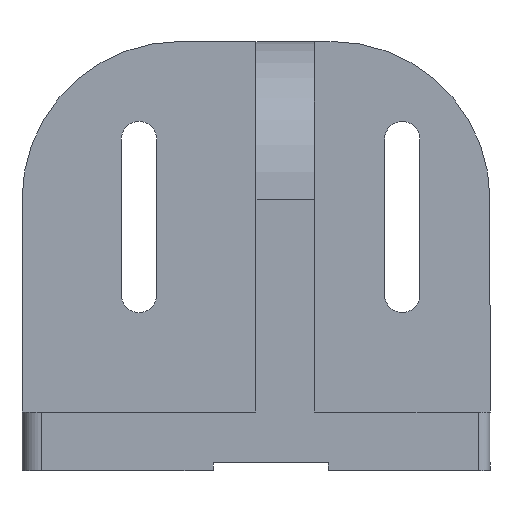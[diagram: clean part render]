
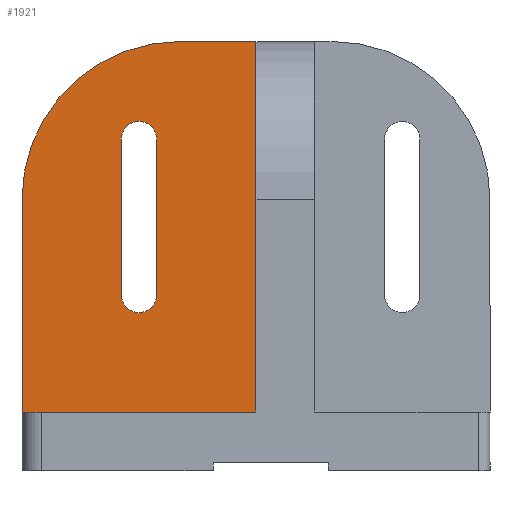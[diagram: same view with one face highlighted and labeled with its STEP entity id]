
A CAD part, front view. The second image highlights one B-rep face of the part: STEP entity #1921.
In plain terms, the highlighted planar face has unit normal (0, -1, 0).
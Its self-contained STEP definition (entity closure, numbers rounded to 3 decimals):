
#8 = EDGE_CURVE ( 'NONE', #922, #1978, #2001, .T. ) ;
#136 = AXIS2_PLACEMENT_3D ( 'NONE', #892, #1494, #1720 ) ;
#160 = EDGE_CURVE ( 'NONE', #922, #604, #1929, .T. ) ;
#202 = AXIS2_PLACEMENT_3D ( 'NONE', #2537, #1095, #2550 ) ;
#268 = ORIENTED_EDGE ( 'NONE', *, *, #2257, .F. ) ;
#285 = PLANE ( 'NONE',  #367 ) ;
#302 = DIRECTION ( 'NONE',  ( 0., 0., -1. ) ) ;
#344 = EDGE_CURVE ( 'NONE', #2693, #1153, #1260, .T. ) ;
#367 = AXIS2_PLACEMENT_3D ( 'NONE', #1145, #2167, #943 ) ;
#454 = CARTESIAN_POINT ( 'NONE',  ( 0., 30., 74.5 ) ) ;
#547 = VERTEX_POINT ( 'NONE', #2486 ) ;
#556 = EDGE_CURVE ( 'NONE', #1495, #2134, #650, .T. ) ;
#560 = CARTESIAN_POINT ( 'NONE',  ( 30., 30., 95. ) ) ;
#569 = LINE ( 'NONE', #560, #1574 ) ;
#573 = EDGE_CURVE ( 'NONE', #1985, #1495, #686, .T. ) ;
#579 = CARTESIAN_POINT ( 'NONE',  ( 4.5, 30., 70. ) ) ;
#604 = VERTEX_POINT ( 'NONE', #791 ) ;
#650 = CIRCLE ( 'NONE', #1172, 4.5 ) ;
#681 = DIRECTION ( 'NONE',  ( 0., 0., -1. ) ) ;
#686 = LINE ( 'NONE', #1241, #1725 ) ;
#791 = CARTESIAN_POINT ( 'NONE',  ( 10.5, 30., 95. ) ) ;
#810 = DIRECTION ( 'NONE',  ( 0., -1., 0. ) ) ;
#845 = VECTOR ( 'NONE', #302, 1000. ) ;
#860 = VECTOR ( 'NONE', #2398, 1000. ) ;
#892 = CARTESIAN_POINT ( 'NONE',  ( 10.5, 30., 54.5 ) ) ;
#897 = CARTESIAN_POINT ( 'NONE',  ( 30., 30., 0. ) ) ;
#922 = VERTEX_POINT ( 'NONE', #2419 ) ;
#943 = DIRECTION ( 'NONE',  ( 0., 0., 1. ) ) ;
#953 = CARTESIAN_POINT ( 'NONE',  ( 4.5, 30., 30. ) ) ;
#1073 = VERTEX_POINT ( 'NONE', #2701 ) ;
#1081 = CARTESIAN_POINT ( 'NONE',  ( 30., 30., 47.5 ) ) ;
#1095 = DIRECTION ( 'NONE',  ( 0., -1., 0. ) ) ;
#1129 = CIRCLE ( 'NONE', #202, 4.5 ) ;
#1134 = EDGE_CURVE ( 'NONE', #2134, #2693, #1129, .T. ) ;
#1145 = CARTESIAN_POINT ( 'NONE',  ( 30., 30., 47.5 ) ) ;
#1153 = VERTEX_POINT ( 'NONE', #1297 ) ;
#1172 = AXIS2_PLACEMENT_3D ( 'NONE', #1228, #810, #2496 ) ;
#1222 = DIRECTION ( 'NONE',  ( 0., 0., -1. ) ) ;
#1228 = CARTESIAN_POINT ( 'NONE',  ( 0., 30., 70. ) ) ;
#1241 = CARTESIAN_POINT ( 'NONE',  ( 4.5, 30., 47.5 ) ) ;
#1256 = ORIENTED_EDGE ( 'NONE', *, *, #556, .F. ) ;
#1260 = LINE ( 'NONE', #2422, #845 ) ;
#1278 = FACE_BOUND ( 'NONE', #2039, .T. ) ;
#1297 = CARTESIAN_POINT ( 'NONE',  ( -4.5, 30., 30. ) ) ;
#1427 = FACE_OUTER_BOUND ( 'NONE', #2266, .T. ) ;
#1456 = LINE ( 'NONE', #897, #860 ) ;
#1488 = EDGE_CURVE ( 'NONE', #604, #1073, #569, .T. ) ;
#1494 = DIRECTION ( 'NONE',  ( 0., 1., 0. ) ) ;
#1495 = VERTEX_POINT ( 'NONE', #579 ) ;
#1543 = EDGE_CURVE ( 'NONE', #1153, #1985, #2642, .T. ) ;
#1574 = VECTOR ( 'NONE', #1806, 1000. ) ;
#1609 = CARTESIAN_POINT ( 'NONE',  ( -30., 30., 47.5 ) ) ;
#1610 = ORIENTED_EDGE ( 'NONE', *, *, #8, .T. ) ;
#1623 = DIRECTION ( 'NONE',  ( 0., 0., 1. ) ) ;
#1720 = DIRECTION ( 'NONE',  ( 0., 0., -1. ) ) ;
#1725 = VECTOR ( 'NONE', #2711, 1000. ) ;
#1741 = CARTESIAN_POINT ( 'NONE',  ( -30., 30., 0. ) ) ;
#1806 = DIRECTION ( 'NONE',  ( 1., 0., 0. ) ) ;
#1845 = EDGE_CURVE ( 'NONE', #1073, #547, #2143, .T. ) ;
#1851 = ORIENTED_EDGE ( 'NONE', *, *, #1543, .F. ) ;
#1921 = ADVANCED_FACE ( 'NONE', ( #1278, #1427 ), #285, .F. ) ;
#1929 = CIRCLE ( 'NONE', #136, 40.5 ) ;
#1940 = VECTOR ( 'NONE', #681, 1000. ) ;
#1978 = VERTEX_POINT ( 'NONE', #1741 ) ;
#1985 = VERTEX_POINT ( 'NONE', #953 ) ;
#2001 = LINE ( 'NONE', #1609, #2691 ) ;
#2039 = EDGE_LOOP ( 'NONE', ( #1256, #2591, #1851, #2656, #2156 ) ) ;
#2040 = CARTESIAN_POINT ( 'NONE',  ( -4.5, 30., 70. ) ) ;
#2134 = VERTEX_POINT ( 'NONE', #454 ) ;
#2143 = LINE ( 'NONE', #1081, #1940 ) ;
#2156 = ORIENTED_EDGE ( 'NONE', *, *, #1134, .F. ) ;
#2167 = DIRECTION ( 'NONE',  ( 0., 1., 0. ) ) ;
#2213 = ORIENTED_EDGE ( 'NONE', *, *, #1488, .F. ) ;
#2257 = EDGE_CURVE ( 'NONE', #547, #1978, #1456, .T. ) ;
#2266 = EDGE_LOOP ( 'NONE', ( #2213, #2420, #1610, #268, #2275 ) ) ;
#2275 = ORIENTED_EDGE ( 'NONE', *, *, #1845, .F. ) ;
#2277 = AXIS2_PLACEMENT_3D ( 'NONE', #2697, #2673, #1623 ) ;
#2398 = DIRECTION ( 'NONE',  ( -1., 0., 0. ) ) ;
#2419 = CARTESIAN_POINT ( 'NONE',  ( -30., 30., 54.5 ) ) ;
#2420 = ORIENTED_EDGE ( 'NONE', *, *, #160, .F. ) ;
#2422 = CARTESIAN_POINT ( 'NONE',  ( -4.5, 30., 47.5 ) ) ;
#2486 = CARTESIAN_POINT ( 'NONE',  ( 30., 30., 0. ) ) ;
#2496 = DIRECTION ( 'NONE',  ( 0., 0., 1. ) ) ;
#2537 = CARTESIAN_POINT ( 'NONE',  ( 0., 30., 70. ) ) ;
#2550 = DIRECTION ( 'NONE',  ( 0., 0., 1. ) ) ;
#2591 = ORIENTED_EDGE ( 'NONE', *, *, #573, .F. ) ;
#2642 = CIRCLE ( 'NONE', #2277, 4.5 ) ;
#2656 = ORIENTED_EDGE ( 'NONE', *, *, #344, .F. ) ;
#2673 = DIRECTION ( 'NONE',  ( 0., -1., 0. ) ) ;
#2691 = VECTOR ( 'NONE', #1222, 1000. ) ;
#2693 = VERTEX_POINT ( 'NONE', #2040 ) ;
#2697 = CARTESIAN_POINT ( 'NONE',  ( 0., 30., 30. ) ) ;
#2701 = CARTESIAN_POINT ( 'NONE',  ( 30., 30., 95. ) ) ;
#2711 = DIRECTION ( 'NONE',  ( 0., 0., 1. ) ) ;
